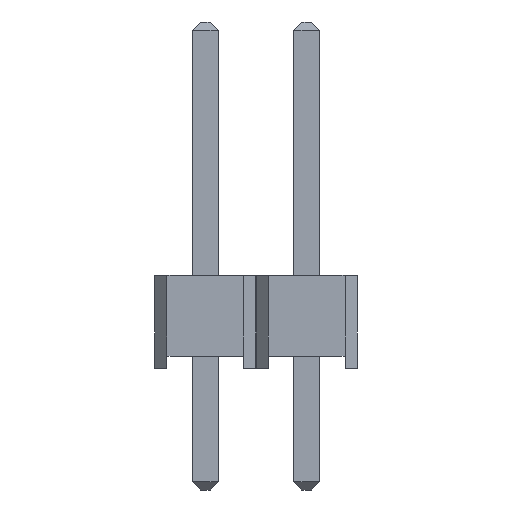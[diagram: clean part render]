
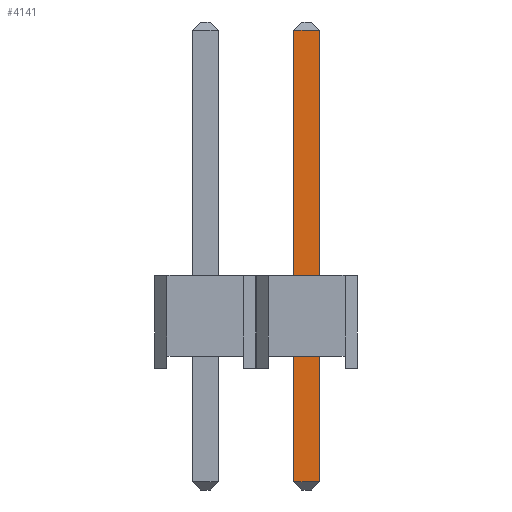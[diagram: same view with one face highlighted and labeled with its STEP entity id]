
A CAD part, left-side view. The second image highlights one B-rep face of the part: STEP entity #4141.
In plain terms, the highlighted planar face has unit normal (-1, 0, 0).
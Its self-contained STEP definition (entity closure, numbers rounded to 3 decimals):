
#125=FACE_OUTER_BOUND('',#381,.T.);
#381=EDGE_LOOP('',(#2871,#2872,#2873,#2874));
#693=LINE('',#5938,#1269);
#704=LINE('',#5960,#1280);
#705=LINE('',#5962,#1281);
#706=LINE('',#5963,#1282);
#1269=VECTOR('',#4829,1000.);
#1280=VECTOR('',#4848,1000.);
#1281=VECTOR('',#4849,1000.);
#1282=VECTOR('',#4850,1000.);
#1809=VERTEX_POINT('',#5935);
#1810=VERTEX_POINT('',#5937);
#1817=VERTEX_POINT('',#5959);
#1818=VERTEX_POINT('',#5961);
#2197=EDGE_CURVE('',#1809,#1810,#693,.T.);
#2208=EDGE_CURVE('',#1809,#1817,#704,.T.);
#2209=EDGE_CURVE('',#1817,#1818,#705,.T.);
#2210=EDGE_CURVE('',#1818,#1810,#706,.T.);
#2871=ORIENTED_EDGE('',*,*,#2197,.F.);
#2872=ORIENTED_EDGE('',*,*,#2208,.T.);
#2873=ORIENTED_EDGE('',*,*,#2209,.T.);
#2874=ORIENTED_EDGE('',*,*,#2210,.T.);
#3885=PLANE('',#4438);
#4141=ADVANCED_FACE('',(#125),#3885,.T.);
#4438=AXIS2_PLACEMENT_3D('',#5958,#4846,#4847);
#4829=DIRECTION('',(0.,0.,1.));
#4846=DIRECTION('center_axis',(-1.,0.,0.));
#4847=DIRECTION('ref_axis',(0.,0.,1.));
#4848=DIRECTION('',(0.,-1.,0.));
#4849=DIRECTION('',(0.,0.,1.));
#4850=DIRECTION('',(0.,1.,0.));
#5935=CARTESIAN_POINT('',(-0.32,0.32,-2.8));
#5937=CARTESIAN_POINT('',(-0.32,0.32,8.34));
#5938=CARTESIAN_POINT('',(-0.32,0.32,-3.));
#5958=CARTESIAN_POINT('Origin',(-0.32,-0.32,-3.));
#5959=CARTESIAN_POINT('',(-0.32,-0.32,-2.8));
#5960=CARTESIAN_POINT('',(-0.32,-0.32,-2.8));
#5961=CARTESIAN_POINT('',(-0.32,-0.32,8.34));
#5962=CARTESIAN_POINT('',(-0.32,-0.32,-3.));
#5963=CARTESIAN_POINT('',(-0.32,-0.32,8.34));
